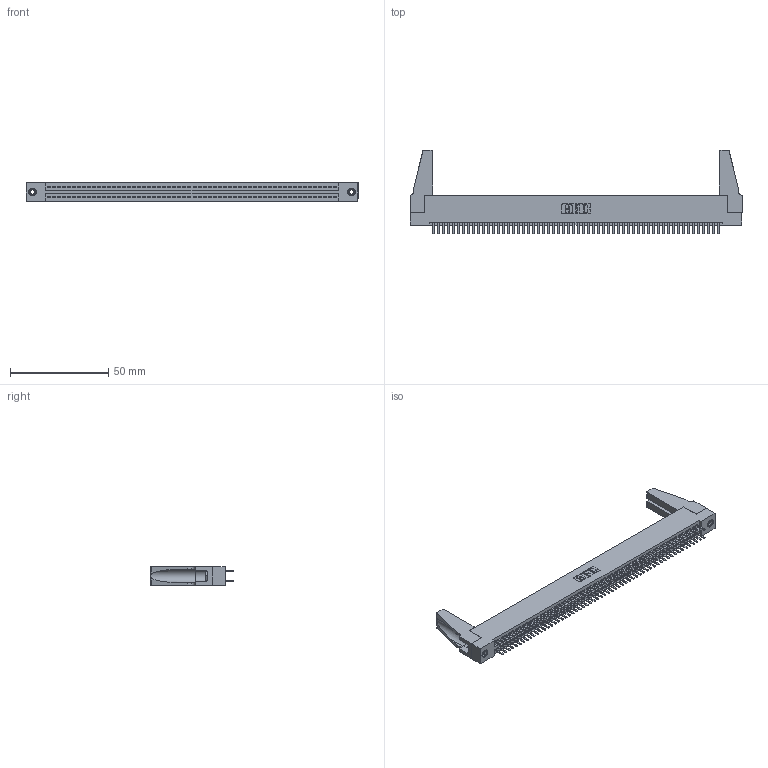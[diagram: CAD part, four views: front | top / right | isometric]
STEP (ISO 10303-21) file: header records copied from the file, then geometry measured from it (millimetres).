
FILE_DESCRIPTION (( 'STEP AP203' ), '1' );
FILE_NAME ('345-116-520-288.STEP', '2019-11-05T13:53:53', ( '' ), ( '' ), 'SwSTEP 2.0', 'SolidWorks 2016', '' );
FILE_SCHEMA (( 'CONFIG_CONTROL_DESIGN' ));
Length unit declared in the file: inch
Products named in the file (5): 345 Part_Flush Mounting Lugs - 0.156 Dia-TH; 345-220-078_345-220-088; 345-292-001_345-293-120; 345-116-520-288; 345-250-001_345-250-001-102
Assembly tree (121 placements, depth 2):
  345-116-520-288
    345 Part_Flush Mounting Lugs - 0.156 Dia-TH
    345-292-001_345-293-120  x116
    345-250-001_345-250-001-102  x2
    345-220-078_345-220-088  x2
Bounding box: 168.55 x 42.55 x 9.4 mm (x, y, z)
Volume: 19723.5 mm3; surface area: 27670.6 mm2
Topology: 121 solids, 121 shells, 6514 faces, 18867 edges, 12258 vertices
Faces by surface type: plane 4212, cylinder 2286, cone 12, torus 4
Entity records: 45616 total; most frequent: CARTESIAN_POINT 7638, ORIENTED_EDGE 7520, DIRECTION 6708, EDGE_CURVE 3760, LINE 3350, VECTOR 3350, VERTEX_POINT 2498, AXIS2_PLACEMENT_3D 1679
